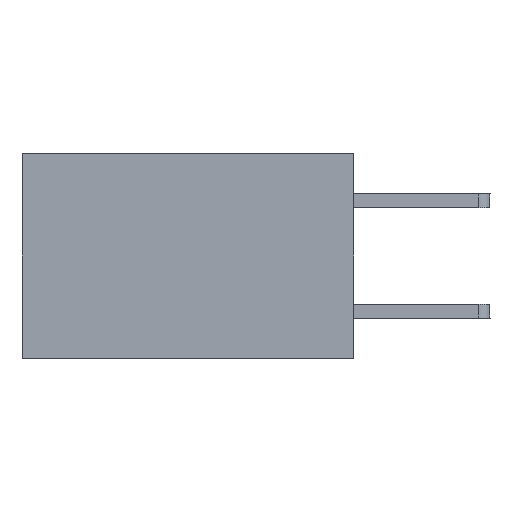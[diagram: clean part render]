
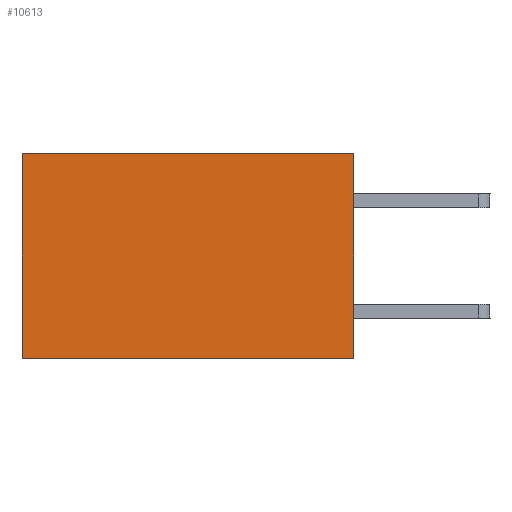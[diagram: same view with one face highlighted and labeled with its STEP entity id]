
A CAD part, left-side view. The second image highlights one B-rep face of the part: STEP entity #10613.
In plain terms, the highlighted planar face has unit normal (-1, 0, 0).
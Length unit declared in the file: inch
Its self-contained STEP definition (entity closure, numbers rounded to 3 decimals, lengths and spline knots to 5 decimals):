
#89 = LINE ( 'NONE', #11654, #8508 ) ;
#264 = CARTESIAN_POINT ( 'NONE',  ( 0.2875, 0., 0. ) ) ;
#1657 = DIRECTION ( 'NONE',  ( 0., 1., 0. ) ) ;
#1731 = EDGE_CURVE ( 'NONE', #4100, #10764, #12814, .T. ) ;
#2140 = CARTESIAN_POINT ( 'NONE',  ( 0.2875, 0., -0.37 ) ) ;
#2455 = LINE ( 'NONE', #2140, #12875 ) ;
#2470 = ORIENTED_EDGE ( 'NONE', *, *, #5616, .T. ) ;
#2708 = CARTESIAN_POINT ( 'NONE',  ( 0.2875, 0.6, -0.37 ) ) ;
#2709 = ORIENTED_EDGE ( 'NONE', *, *, #12475, .F. ) ;
#2820 = AXIS2_PLACEMENT_3D ( 'NONE', #264, #5406, #10432 ) ;
#3412 = EDGE_LOOP ( 'NONE', ( #3723, #2709, #7317, #2470 ) ) ;
#3500 = EDGE_CURVE ( 'NONE', #11320, #10747, #89, .T. ) ;
#3723 = ORIENTED_EDGE ( 'NONE', *, *, #3500, .T. ) ;
#3800 = CARTESIAN_POINT ( 'NONE',  ( 0.2875, 0., 0. ) ) ;
#4100 = VERTEX_POINT ( 'NONE', #6433 ) ;
#4192 = DIRECTION ( 'NONE',  ( 0., 1., 0. ) ) ;
#4367 = VECTOR ( 'NONE', #1657, 39.37008 ) ;
#4397 = PLANE ( 'NONE',  #2820 ) ;
#4917 = CARTESIAN_POINT ( 'NONE',  ( 0.2875, 0., -0.37 ) ) ;
#5132 = CARTESIAN_POINT ( 'NONE',  ( 0.2875, 0.6, 0. ) ) ;
#5406 = DIRECTION ( 'NONE',  ( 1., 0., 0. ) ) ;
#5616 = EDGE_CURVE ( 'NONE', #4100, #11320, #11282, .T. ) ;
#6433 = CARTESIAN_POINT ( 'NONE',  ( 0.2875, 0., 0. ) ) ;
#7317 = ORIENTED_EDGE ( 'NONE', *, *, #1731, .F. ) ;
#7443 = VECTOR ( 'NONE', #10835, 39.37008 ) ;
#8508 = VECTOR ( 'NONE', #10748, 39.37008 ) ;
#8766 = CARTESIAN_POINT ( 'NONE',  ( 0.2875, 0., 0. ) ) ;
#10032 = FACE_OUTER_BOUND ( 'NONE', #3412, .T. ) ;
#10432 = DIRECTION ( 'NONE',  ( 0., 0., -1. ) ) ;
#10613 = ADVANCED_FACE ( 'NONE', ( #10032 ), #4397, .F. ) ;
#10747 = VERTEX_POINT ( 'NONE', #2708 ) ;
#10748 = DIRECTION ( 'NONE',  ( 0., 0., -1. ) ) ;
#10764 = VERTEX_POINT ( 'NONE', #4917 ) ;
#10835 = DIRECTION ( 'NONE',  ( 0., 0., -1. ) ) ;
#11282 = LINE ( 'NONE', #8766, #4367 ) ;
#11320 = VERTEX_POINT ( 'NONE', #5132 ) ;
#11654 = CARTESIAN_POINT ( 'NONE',  ( 0.2875, 0.6, 0. ) ) ;
#12475 = EDGE_CURVE ( 'NONE', #10764, #10747, #2455, .T. ) ;
#12814 = LINE ( 'NONE', #3800, #7443 ) ;
#12875 = VECTOR ( 'NONE', #4192, 39.37008 ) ;
